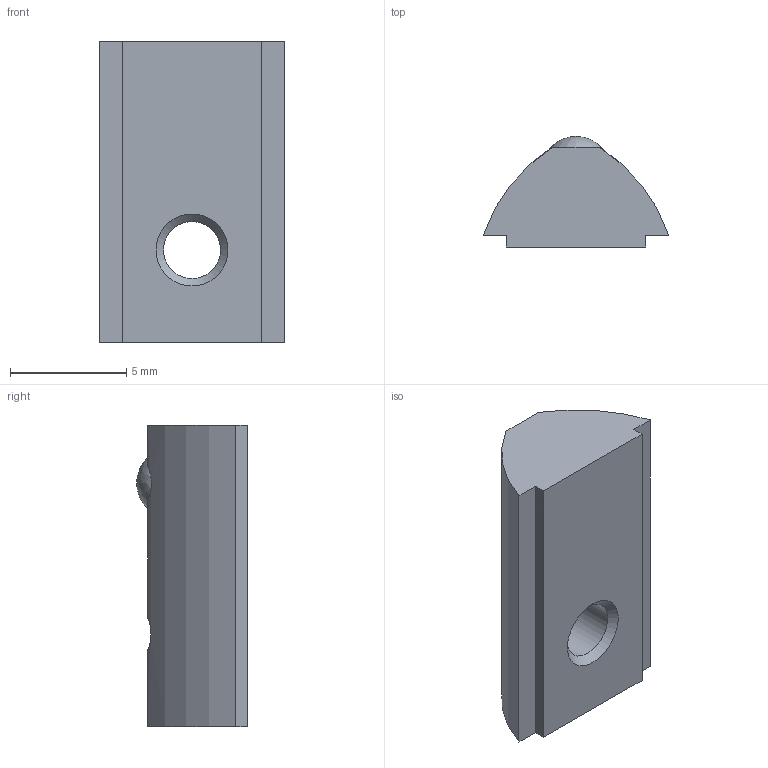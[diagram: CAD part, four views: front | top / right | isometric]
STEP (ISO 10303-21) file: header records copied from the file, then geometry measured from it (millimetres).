
FILE_DESCRIPTION(/* description */ ('','CAx-IF Rec.Pracs.---Representation and Presentation of Product Manufacturing Information (PMI)---4.0---2014-10-13'),/* implementation_level */ '2;1');
FILE_NAME(/* name */ 'A224.stp',/* time_stamp */ '2019-03-22T14:52:36+03:00',/* author */ ('maste'),/* organization */ (''),/* preprocessor_version */ 'ST-DEVELOPER v17',/* originating_system */ 'Autodesk Inventor 2018',/* authorisation */ '');
FILE_SCHEMA (('AP242_MANAGED_MODEL_BASED_3D_ENGINEERING_MIM_LF { 1 0 10303 442 1 1 4 }'));
Length unit declared in the file: millimetre
Products named in the file (1): A224
Bounding box: 8 x 4.77 x 13 mm (x, y, z)
Volume: 304.9 mm3; surface area: 385.9 mm2
Topology: 2 solids, 2 shells, 17 faces, 50 edges, 34 vertices
Faces by surface type: plane 11, cylinder 4, cone 1, bspline 1
Full cylindrical faces by diameter (mm): 2.459 x1, 2.5 x1
Entity records: 803 total; most frequent: CARTESIAN_POINT 218, DIRECTION 123, ORIENTED_EDGE 96, AXIS2_PLACEMENT_3D 52, EDGE_CURVE 48, VERTEX_POINT 34, LINE 27, VECTOR 27
